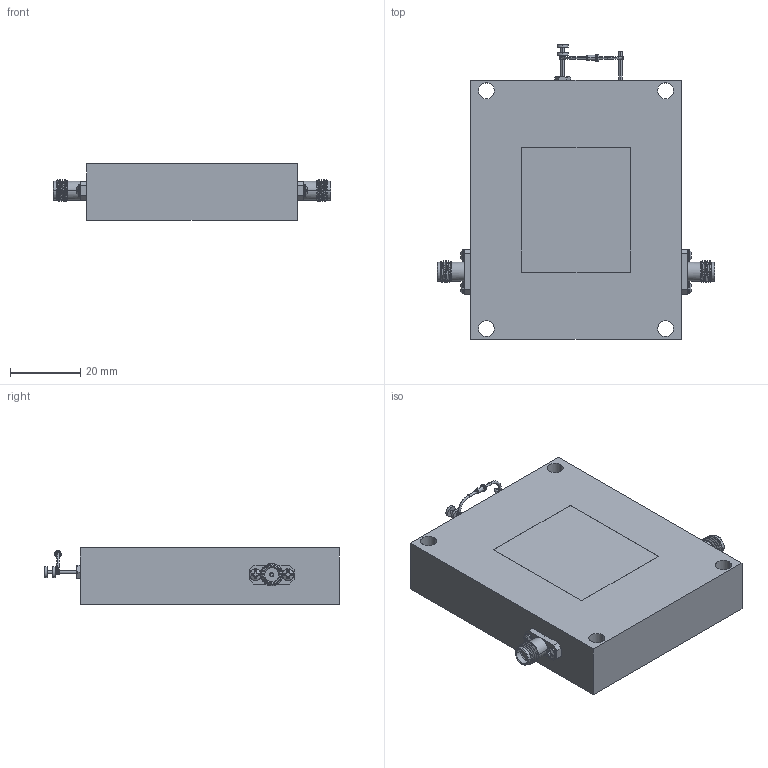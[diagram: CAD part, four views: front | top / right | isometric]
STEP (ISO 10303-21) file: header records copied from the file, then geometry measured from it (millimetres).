
FILE_DESCRIPTION (( 'STEP AP203' ), '1' );
FILE_NAME ('PE15A4008.step', '2019-04-26T15:39:50', ( '' ), ( '' ), 'SwSTEP 2.0', 'SolidWorks 2018', '' );
FILE_SCHEMA (( 'CONFIG_CONTROL_DESIGN' ));
Length unit declared in the file: inch
Products named in the file (1): PE15A4008
Bounding box: 79.1 x 84.07 x 16.03 mm (x, y, z)
Volume: 70456.7 mm3; surface area: 14940.7 mm2
Topology: 1 solids, 9 shells, 483 faces, 1228 edges, 794 vertices
Faces by surface type: cylinder 202, plane 153, bspline 56, cone 54, torus 18
Entity records: 22589 total; most frequent: CARTESIAN_POINT 11772, ORIENTED_EDGE 2440, DIRECTION 2022, EDGE_CURVE 1220, AXIS2_PLACEMENT_3D 798, VERTEX_POINT 794, EDGE_LOOP 536, ADVANCED_FACE 483
